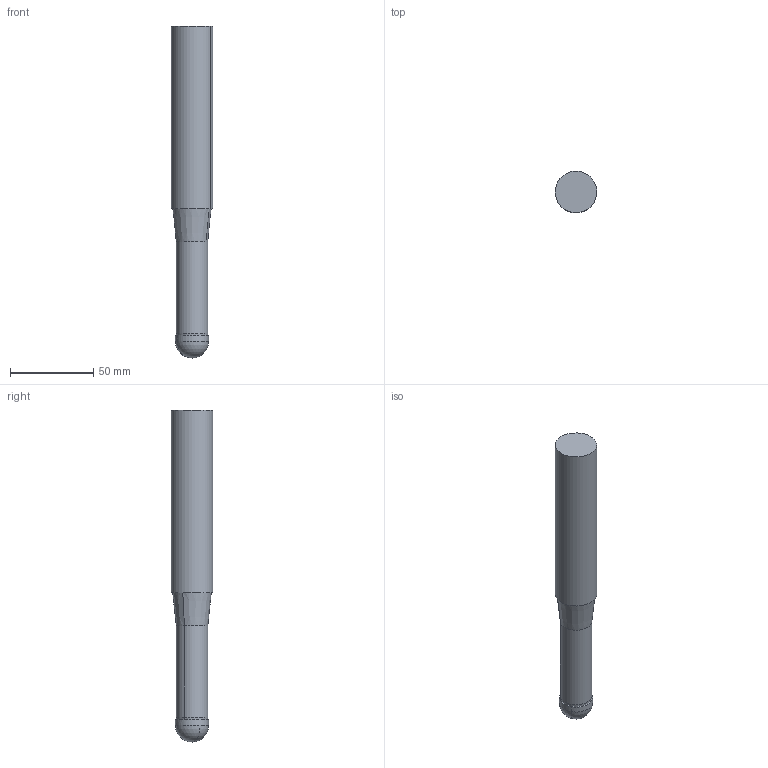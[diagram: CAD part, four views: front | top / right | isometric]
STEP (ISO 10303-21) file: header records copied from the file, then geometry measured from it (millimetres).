
FILE_DESCRIPTION((''),'2;1');
FILE_NAME('1TW8J020090T5R00','2018-10-19T',('thielmann'),(''),'CREO PARAMETRIC BY PTC INC, 2017020','CREO PARAMETRIC BY PTC INC, 2017020','');
FILE_SCHEMA(('AUTOMOTIVE_DESIGN { 1 0 10303 214 1 1 1 1 }'));
Length unit declared in the file: millimetre
Products named in the file (3): NOCUT; CUT; 1TW8J020090T5R00
Assembly tree (2 placements, depth 2):
  1TW8J020090T5R00
    NOCUT
    CUT
Bounding box: 25 x 24.96 x 200 mm (x, y, z)
Volume: 82840 mm3; surface area: 15809.4 mm2
Topology: 2 solids, 2 shells, 17 faces, 37 edges, 21 vertices
Faces by surface type: cylinder 6, sphere 4, cone 4, plane 3
Entity records: 788 total; most frequent: DIRECTION 114, CARTESIAN_POINT 90, ORIENTED_EDGE 66, AXIS2_PLACEMENT_3D 52, PRESENTATION_STYLE_ASSIGNMENT 40, STYLED_ITEM 40, CURVE_STYLE 38, EDGE_CURVE 33
